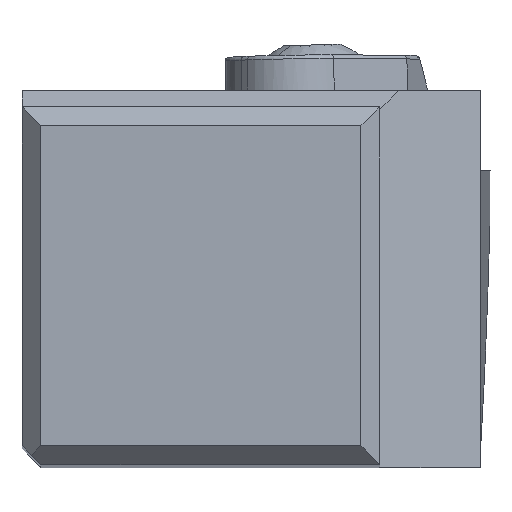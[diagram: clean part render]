
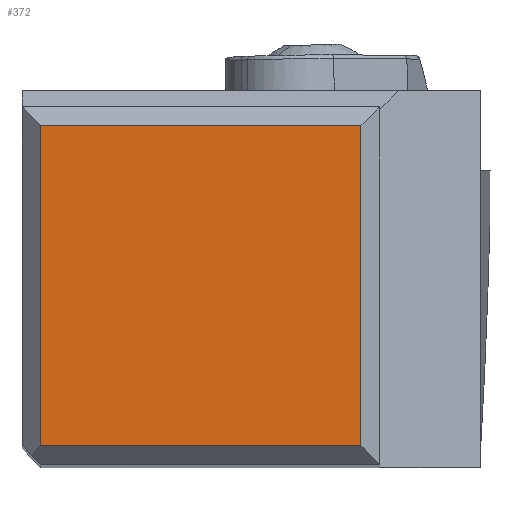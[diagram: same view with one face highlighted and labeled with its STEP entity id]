
A CAD part, top view. The second image highlights one B-rep face of the part: STEP entity #372.
In plain terms, the highlighted planar face has unit normal (0, 0, 1).
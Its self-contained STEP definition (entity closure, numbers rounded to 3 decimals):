
#208=FACE_OUTER_BOUND('',#657,.T.);
#372=ADVANCED_FACE('',(#208),#534,.T.);
#534=PLANE('',#3422);
#657=EDGE_LOOP('',(#1295,#1296,#1297,#1298));
#1295=ORIENTED_EDGE('',*,*,#2452,.T.);
#1296=ORIENTED_EDGE('',*,*,#2453,.F.);
#1297=ORIENTED_EDGE('',*,*,#2444,.F.);
#1298=ORIENTED_EDGE('',*,*,#2447,.F.);
#2088=VERTEX_POINT('',#5310);
#2089=VERTEX_POINT('',#5311);
#2090=VERTEX_POINT('',#5316);
#2092=VERTEX_POINT('',#5323);
#2444=EDGE_CURVE('',#2088,#2089,#2864,.T.);
#2447=EDGE_CURVE('',#2090,#2088,#2867,.T.);
#2452=EDGE_CURVE('',#2090,#2092,#2872,.T.);
#2453=EDGE_CURVE('',#2089,#2092,#2873,.T.);
#2864=LINE('',#5309,#3091);
#2867=LINE('',#5315,#3094);
#2872=LINE('',#5324,#3099);
#2873=LINE('',#5326,#3100);
#3091=VECTOR('',#3987,1.);
#3094=VECTOR('',#3992,1.);
#3099=VECTOR('',#3999,1.);
#3100=VECTOR('',#4002,1.);
#3422=AXIS2_PLACEMENT_3D('',#5327,#4003,#4004);
#3987=DIRECTION('',(-1.,0.,0.));
#3992=DIRECTION('',(0.,-1.,0.));
#3999=DIRECTION('',(-1.,0.,0.));
#4002=DIRECTION('',(0.,1.,0.));
#4003=DIRECTION('',(0.,0.,1.));
#4004=DIRECTION('',(-1.,0.,0.));
#5309=CARTESIAN_POINT('',(18.05,1.,0.));
#5310=CARTESIAN_POINT('',(18.05,1.,0.));
#5311=CARTESIAN_POINT('',(1.,1.,0.));
#5315=CARTESIAN_POINT('',(18.05,18.05,0.));
#5316=CARTESIAN_POINT('',(18.05,18.05,0.));
#5323=CARTESIAN_POINT('',(1.,18.05,0.));
#5324=CARTESIAN_POINT('',(18.05,18.05,0.));
#5326=CARTESIAN_POINT('',(1.,1.,0.));
#5327=CARTESIAN_POINT('',(9.525,9.525,0.));
